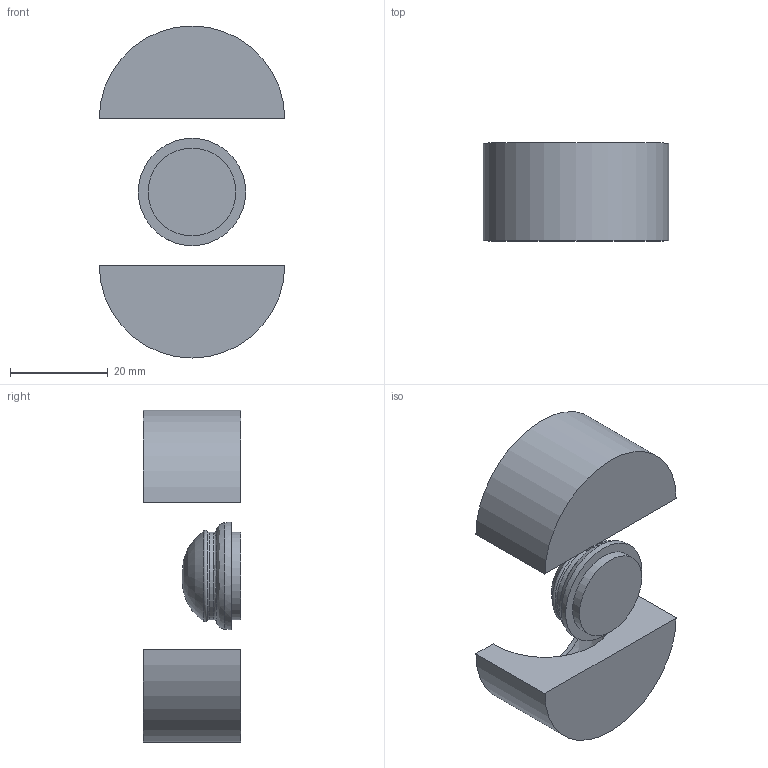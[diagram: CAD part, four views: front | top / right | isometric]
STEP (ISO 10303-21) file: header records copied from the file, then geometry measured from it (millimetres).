
FILE_DESCRIPTION(/* description */ ('','CAx-IF Rec.Pracs.---Representation and Presentation of Product Manufacturing Information (PMI)---4.0---2014-10-13'),/* implementation_level */ '2;1');
FILE_NAME(/* name */ 'Swift_leg_foot_mold.step',/* time_stamp */ '2025-01-22T18:40:19-05:00',/* author */ (''),/* organization */ (''),/* preprocessor_version */ 'ST-DEVELOPER v20',/* originating_system */ 'Autodesk Translation Framework v13.20.0.188',/* authorisation */ '');
FILE_SCHEMA (('AP242_MANAGED_MODEL_BASED_3D_ENGINEERING_MIM_LF { 1 0 10303 442 1 1 4 }'));
Length unit declared in the file: millimetre
Products named in the file (1): Swift
Bounding box: 38 x 20 x 68 mm (x, y, z)
Volume: 19224.9 mm3; surface area: 7564.5 mm2
Topology: 3 solids, 3 shells, 53 faces, 121 edges, 72 vertices
Faces by surface type: bspline 30, plane 9, cylinder 8, torus 4, sphere 2
Full cylindrical faces by diameter (mm): 2 x1, 18 x1
Entity records: 2645 total; most frequent: CARTESIAN_POINT 1592, ORIENTED_EDGE 240, DIRECTION 160, EDGE_CURVE 120, VERTEX_POINT 72, AXIS2_PLACEMENT_3D 72, B_SPLINE_CURVE_WITH_KNOTS 54, EDGE_LOOP 54
